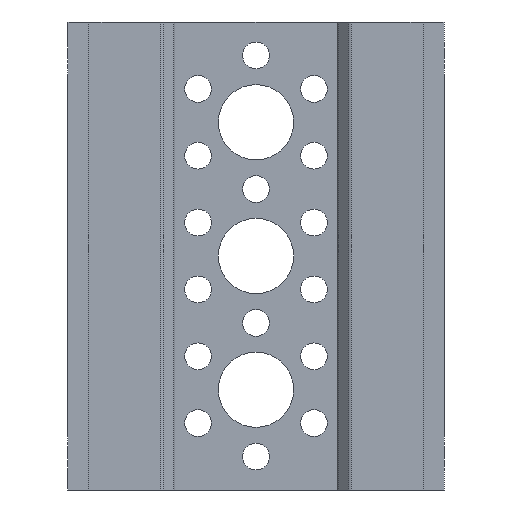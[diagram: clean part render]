
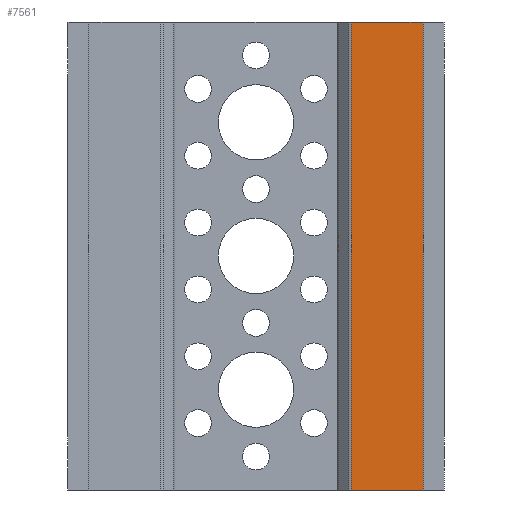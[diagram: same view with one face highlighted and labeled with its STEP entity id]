
A CAD part, front view. The second image highlights one B-rep face of the part: STEP entity #7561.
In plain terms, the highlighted planar face has unit normal (0, -1, 0).
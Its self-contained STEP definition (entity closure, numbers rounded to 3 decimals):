
#113 = PLANE ( 'NONE',  #1987 ) ;
#581 = DIRECTION ( 'NONE',  ( 0., 0., -1. ) ) ;
#1077 = DIRECTION ( 'NONE',  ( 0., 0., -1. ) ) ;
#1097 = VERTEX_POINT ( 'NONE', #4536 ) ;
#1351 = EDGE_CURVE ( 'NONE', #1097, #5617, #3952, .T. ) ;
#1365 = CARTESIAN_POINT ( 'NONE',  ( 11.407, 16.5, -28. ) ) ;
#1634 = CARTESIAN_POINT ( 'NONE',  ( -20., 16.5, -28. ) ) ;
#1741 = VERTEX_POINT ( 'NONE', #1365 ) ;
#1787 = ORIENTED_EDGE ( 'NONE', *, *, #1351, .F. ) ;
#1810 = ORIENTED_EDGE ( 'NONE', *, *, #2546, .F. ) ;
#1987 = AXIS2_PLACEMENT_3D ( 'NONE', #9183, #4220, #8265 ) ;
#2546 = EDGE_CURVE ( 'NONE', #5617, #9896, #10353, .T. ) ;
#2950 = EDGE_CURVE ( 'NONE', #1097, #1741, #12738, .T. ) ;
#3062 = ORIENTED_EDGE ( 'NONE', *, *, #2950, .T. ) ;
#3557 = CARTESIAN_POINT ( 'NONE',  ( 11.407, 16.5, -28. ) ) ;
#3745 = CARTESIAN_POINT ( 'NONE',  ( 20., 16.5, 28. ) ) ;
#3952 = LINE ( 'NONE', #8379, #4259 ) ;
#4220 = DIRECTION ( 'NONE',  ( 0., 1., 0. ) ) ;
#4259 = VECTOR ( 'NONE', #10402, 1000. ) ;
#4536 = CARTESIAN_POINT ( 'NONE',  ( 11.407, 16.5, 28. ) ) ;
#5289 = DIRECTION ( 'NONE',  ( 1., 0., 0. ) ) ;
#5617 = VERTEX_POINT ( 'NONE', #3745 ) ;
#5622 = LINE ( 'NONE', #1634, #5786 ) ;
#5786 = VECTOR ( 'NONE', #5289, 1000. ) ;
#6716 = FACE_OUTER_BOUND ( 'NONE', #8850, .T. ) ;
#6733 = VECTOR ( 'NONE', #1077, 1000. ) ;
#7115 = EDGE_CURVE ( 'NONE', #1741, #9896, #5622, .T. ) ;
#7561 = ADVANCED_FACE ( 'NONE', ( #6716 ), #113, .F. ) ;
#8023 = CARTESIAN_POINT ( 'NONE',  ( 20., 16.5, 28. ) ) ;
#8265 = DIRECTION ( 'NONE',  ( -1., 0., 0. ) ) ;
#8379 = CARTESIAN_POINT ( 'NONE',  ( -20., 16.5, 28. ) ) ;
#8481 = ORIENTED_EDGE ( 'NONE', *, *, #7115, .T. ) ;
#8850 = EDGE_LOOP ( 'NONE', ( #1787, #3062, #8481, #1810 ) ) ;
#9183 = CARTESIAN_POINT ( 'NONE',  ( -20., 16.5, 28. ) ) ;
#9896 = VERTEX_POINT ( 'NONE', #10288 ) ;
#10288 = CARTESIAN_POINT ( 'NONE',  ( 20., 16.5, -28. ) ) ;
#10353 = LINE ( 'NONE', #8023, #6733 ) ;
#10402 = DIRECTION ( 'NONE',  ( 1., 0., 0. ) ) ;
#12585 = VECTOR ( 'NONE', #581, 1000. ) ;
#12738 = LINE ( 'NONE', #3557, #12585 ) ;
